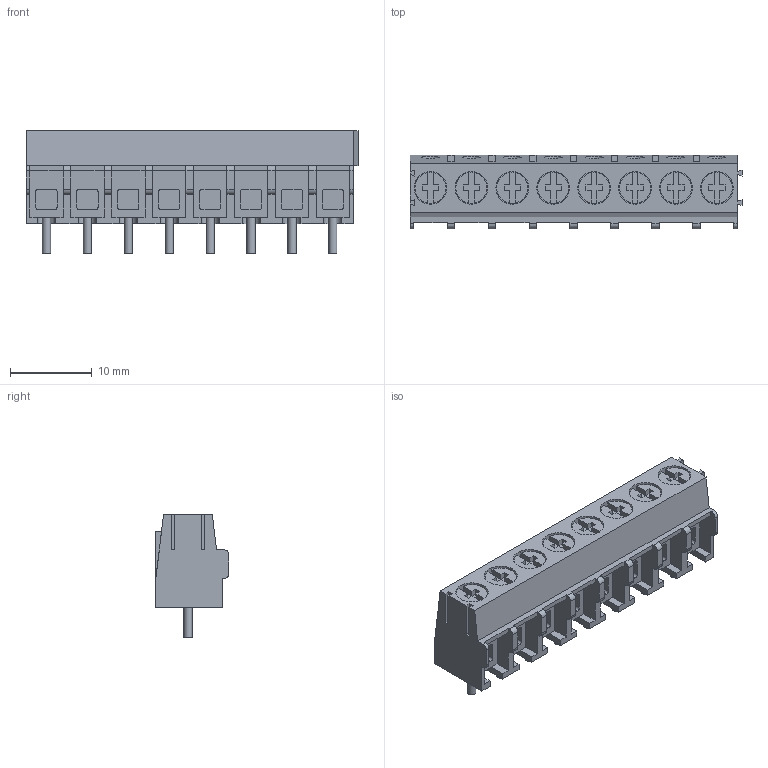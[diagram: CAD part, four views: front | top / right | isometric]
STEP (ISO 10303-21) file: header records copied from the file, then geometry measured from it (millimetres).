
FILE_DESCRIPTION(/* description */ ('model of TerminalBlock_Phoenix_PT-1,5-8-5.0-H_1x08_P5.00mm_Horizontal'),/* implementation_level */ '2;1');
FILE_NAME(/* name */ 'TerminalBlock_Phoenix_PT-1,5-8-5.0-H_1x08_P5.00mm_Horizontal.step',/* time_stamp */ '2020-05-14T19:23:03',/* author */ ('kicad StepUp','ksu'),/* organization */ ('FreeCAD'),/* preprocessor_version */ 'OCC',/* originating_system */ 'kicad StepUp',/* authorisation */ '');
FILE_SCHEMA(('AUTOMOTIVE_DESIGN { 1 0 10303 214 1 1 1 1 }'));
Length unit declared in the file: millimetre
Products named in the file (1): TerminalBlock_Phoenix_PT_15_8_50_H_1x08_P500mm_Horizontal
Bounding box: 40.57 x 9 x 15 mm (x, y, z)
Volume: 2672.2 mm3; surface area: 3637.4 mm2
Topology: 1 solids, 1 shells, 426 faces, 1152 edges, 760 vertices
Faces by surface type: plane 328, cylinder 98
Full cylindrical faces by diameter (mm): 1 x8, 2.2 x8, 3.8 x8, 4 x8
Entity records: 31427 total; most frequent: CARTESIAN_POINT 5609, DIRECTION 4182, LINE 2718, VECTOR 2718, ORIENTED_EDGE 2304, PCURVE 2304, DEFINITIONAL_REPRESENTATION 2304, EDGE_CURVE 1152
